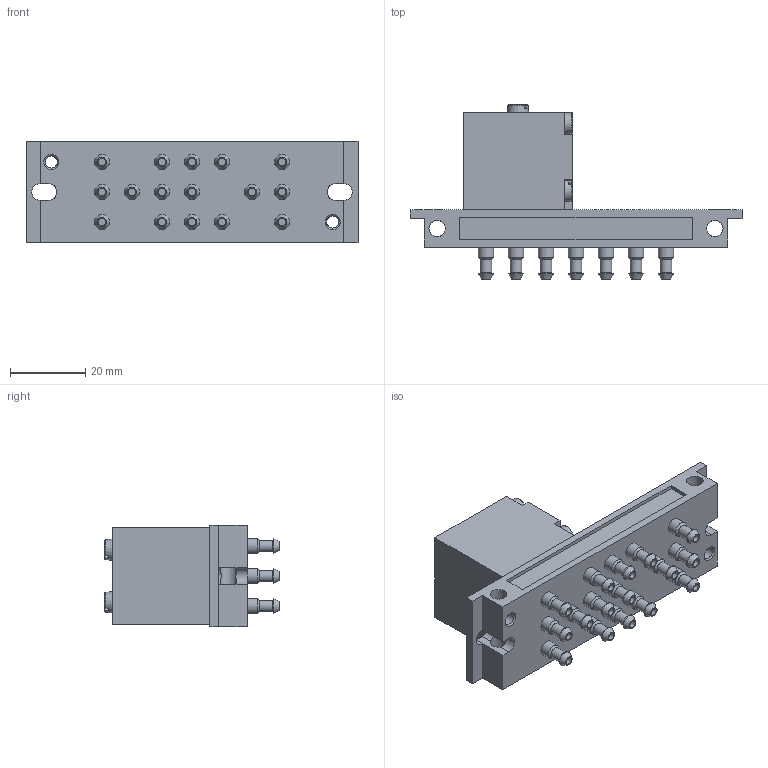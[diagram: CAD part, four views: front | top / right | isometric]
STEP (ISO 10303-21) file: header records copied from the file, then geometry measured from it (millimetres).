
FILE_DESCRIPTION(/* description */ ('STEP AP214'),/* implementation_level */ '2;1');
FILE_NAME(/* name */ '4233_VL_O-3-PK-3',/* time_stamp */ '2024-09-16T15:13:38+02:00',/* author */ ('License CC BY-ND 4.0'),/* organization */ ('CADENAS'),/* preprocessor_version */ 'ST-DEVELOPER v19.3',/* originating_system */ 'PARTsolutions',/* authorisation */ ' ');
FILE_SCHEMA (('AUTOMOTIVE_DESIGN {1 0 10303 214 3 1 1}'));
Length unit declared in the file: millimetre
Products named in the file (1): 4233 VL/O-3-PK-3
Bounding box: 88.5 x 46.5 x 27 mm (x, y, z)
Volume: 40928 mm3; surface area: 13227.1 mm2
Topology: 1 solids, 1 shells, 275 faces, 606 edges, 386 vertices
Faces by surface type: plane 123, cylinder 80, cone 44, torus 28
Full cylindrical faces by diameter (mm): 2 x16, 3 x16, 3.242 x4, 4.04 x32, 4.4 x2
Entity records: 8836 total; most frequent: CARTESIAN_POINT 1354, DIRECTION 1182, ORIENTED_EDGE 904, AXIS2_PLACEMENT_3D 512, EDGE_LOOP 478, FACE_BOUND 478, EDGE_CURVE 452, VERTEX_POINT 362
